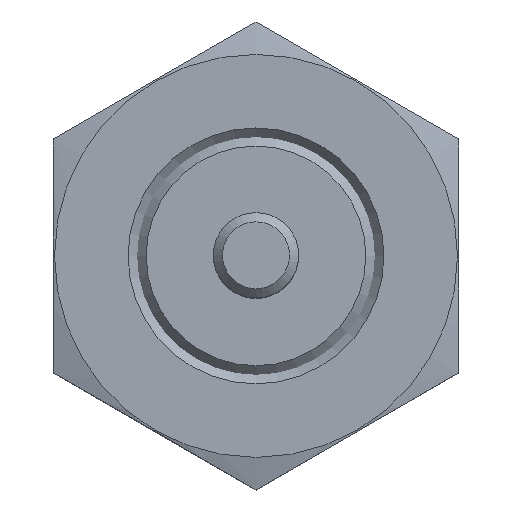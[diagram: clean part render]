
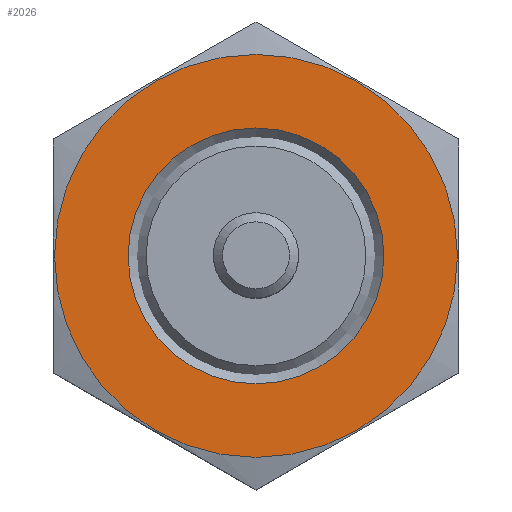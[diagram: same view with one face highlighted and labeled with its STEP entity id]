
A CAD part, top view. The second image highlights one B-rep face of the part: STEP entity #2026.
In plain terms, the highlighted face is planar.
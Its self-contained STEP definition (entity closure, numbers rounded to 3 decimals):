
#589=ORIENTED_EDGE('',*,*,#817,.F.);
#590=ORIENTED_EDGE('',*,*,#818,.T.);
#817=EDGE_CURVE('',#968,#968,#1068,.T.);
#818=EDGE_CURVE('',#969,#969,#1069,.T.);
#968=VERTEX_POINT('',#3157);
#969=VERTEX_POINT('',#3159);
#1068=CIRCLE('',#2213,9.45);
#1069=CIRCLE('',#2214,6.);
#1190=EDGE_LOOP('',(#589));
#1191=EDGE_LOOP('',(#590));
#1337=FACE_BOUND('',#1190,.T.);
#1338=FACE_BOUND('',#1191,.T.);
#1407=PLANE('',#2212);
#2026=ADVANCED_FACE('',(#1337,#1338),#1407,.F.);
#2212=AXIS2_PLACEMENT_3D('',#3155,#2612,#2613);
#2213=AXIS2_PLACEMENT_3D('',#3156,#2614,#2615);
#2214=AXIS2_PLACEMENT_3D('',#3158,#2616,#2617);
#2612=DIRECTION('',(0.,-1.,0.));
#2613=DIRECTION('',(0.,0.,-1.));
#2614=DIRECTION('',(0.,-1.,0.));
#2615=DIRECTION('',(0.,0.,-1.));
#2616=DIRECTION('',(0.,-1.,0.));
#2617=DIRECTION('',(0.,0.,-1.));
#3155=CARTESIAN_POINT('',(0.,0.,0.));
#3156=CARTESIAN_POINT('',(0.,0.,0.));
#3157=CARTESIAN_POINT('',(0.,0.,-9.45));
#3158=CARTESIAN_POINT('',(0.,0.,0.));
#3159=CARTESIAN_POINT('',(0.,0.,-6.));
